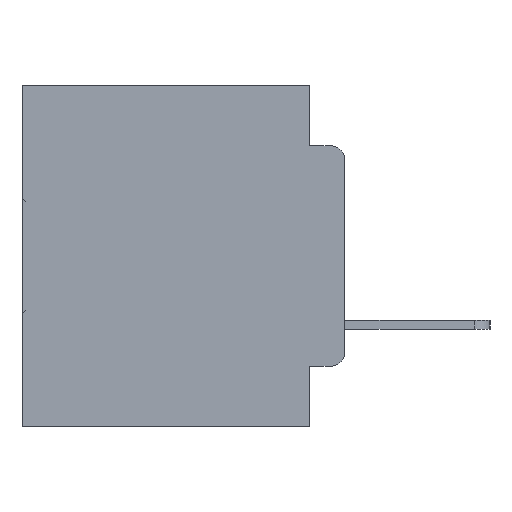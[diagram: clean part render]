
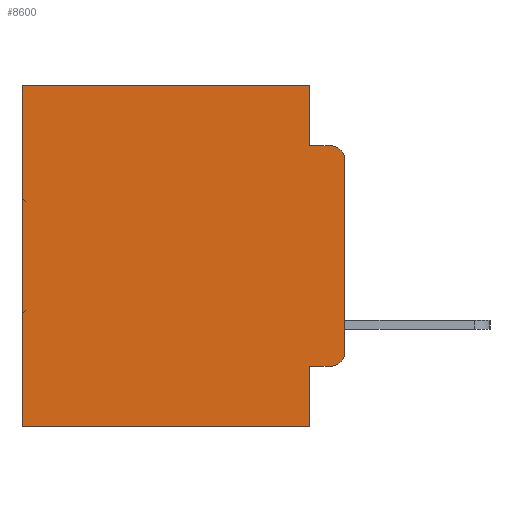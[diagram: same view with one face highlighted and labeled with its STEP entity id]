
A CAD part, left-side view. The second image highlights one B-rep face of the part: STEP entity #8600.
In plain terms, the highlighted planar face has unit normal (-1, 0, 0).
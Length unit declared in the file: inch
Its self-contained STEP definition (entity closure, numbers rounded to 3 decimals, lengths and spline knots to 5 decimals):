
#70 = VERTEX_POINT ( 'NONE', #4246 ) ;
#194 = ORIENTED_EDGE ( 'NONE', *, *, #31560, .T. ) ;
#457 = CARTESIAN_POINT ( 'NONE',  ( 0.298, 0., 0. ) ) ;
#833 = DIRECTION ( 'NONE',  ( 0., 0., -1. ) ) ;
#836 = CARTESIAN_POINT ( 'NONE',  ( 0.298, 0.051, 0. ) ) ;
#1185 = VERTEX_POINT ( 'NONE', #22841 ) ;
#1704 = DIRECTION ( 'NONE',  ( -1., 0., 0. ) ) ;
#1919 = DIRECTION ( 'NONE',  ( 0., 0., -1. ) ) ;
#2310 = ORIENTED_EDGE ( 'NONE', *, *, #28683, .F. ) ;
#2691 = EDGE_CURVE ( 'NONE', #5828, #70, #18521, .T. ) ;
#3798 = ORIENTED_EDGE ( 'NONE', *, *, #30885, .T. ) ;
#4226 = VECTOR ( 'NONE', #22598, 39.37008 ) ;
#4246 = CARTESIAN_POINT ( 'NONE',  ( 0.298, 0.02, -0.4115 ) ) ;
#4505 = EDGE_CURVE ( 'NONE', #5828, #7434, #19747, .T. ) ;
#4734 = LINE ( 'NONE', #7062, #18209 ) ;
#4919 = CARTESIAN_POINT ( 'NONE',  ( 0.298, 0., -0.1085 ) ) ;
#5321 = ORIENTED_EDGE ( 'NONE', *, *, #18879, .F. ) ;
#5353 = ORIENTED_EDGE ( 'NONE', *, *, #15305, .F. ) ;
#5828 = VERTEX_POINT ( 'NONE', #13923 ) ;
#6299 = EDGE_CURVE ( 'NONE', #13343, #8423, #32806, .T. ) ;
#6527 = CARTESIAN_POINT ( 'NONE',  ( 0.298, 0., 0. ) ) ;
#6642 = CIRCLE ( 'NONE', #31810, 0.02 ) ;
#7062 = CARTESIAN_POINT ( 'NONE',  ( 0.298, 0.051, 0. ) ) ;
#7180 = DIRECTION ( 'NONE',  ( 0., 0., -1. ) ) ;
#7434 = VERTEX_POINT ( 'NONE', #24895 ) ;
#8423 = VERTEX_POINT ( 'NONE', #9949 ) ;
#8600 = ADVANCED_FACE ( 'NONE', ( #29676 ), #11445, .F. ) ;
#9180 = CARTESIAN_POINT ( 'NONE',  ( 0.298, 0.051, 0. ) ) ;
#9949 = CARTESIAN_POINT ( 'NONE',  ( 0.298, 0.473, -0.5 ) ) ;
#10663 = CARTESIAN_POINT ( 'NONE',  ( 0.298, 0., 0. ) ) ;
#10975 = VERTEX_POINT ( 'NONE', #24092 ) ;
#11235 = ORIENTED_EDGE ( 'NONE', *, *, #20586, .T. ) ;
#11445 = PLANE ( 'NONE',  #23687 ) ;
#11821 = CARTESIAN_POINT ( 'NONE',  ( 0.298, 0., -0.5 ) ) ;
#11875 = CIRCLE ( 'NONE', #28977, 0.02 ) ;
#12112 = LINE ( 'NONE', #6527, #24897 ) ;
#12236 = VERTEX_POINT ( 'NONE', #836 ) ;
#12708 = VECTOR ( 'NONE', #1919, 39.37008 ) ;
#12939 = VECTOR ( 'NONE', #833, 39.37008 ) ;
#13309 = DIRECTION ( 'NONE',  ( 0., 0., -1. ) ) ;
#13343 = VERTEX_POINT ( 'NONE', #29879 ) ;
#13923 = CARTESIAN_POINT ( 'NONE',  ( 0.298, 0.051, -0.4115 ) ) ;
#14078 = DIRECTION ( 'NONE',  ( 1., 0., 0. ) ) ;
#14121 = DIRECTION ( 'NONE',  ( -1., 0., 0. ) ) ;
#14311 = CARTESIAN_POINT ( 'NONE',  ( 0.298, 0.473, 0. ) ) ;
#15075 = VECTOR ( 'NONE', #13309, 39.37008 ) ;
#15305 = EDGE_CURVE ( 'NONE', #12236, #10975, #4734, .T. ) ;
#15418 = VERTEX_POINT ( 'NONE', #4919 ) ;
#15970 = ORIENTED_EDGE ( 'NONE', *, *, #30715, .F. ) ;
#16438 = CARTESIAN_POINT ( 'NONE',  ( 0.298, 0.051, -0.0885 ) ) ;
#17164 = VECTOR ( 'NONE', #22175, 39.37008 ) ;
#17425 = EDGE_LOOP ( 'NONE', ( #2310, #11235, #5321, #5353, #194, #28024, #15970, #22775, #31452, #3798 ) ) ;
#17888 = CARTESIAN_POINT ( 'NONE',  ( 0.298, 0.02, -0.3915 ) ) ;
#18209 = VECTOR ( 'NONE', #7180, 39.37008 ) ;
#18521 = LINE ( 'NONE', #30764, #4226 ) ;
#18879 = EDGE_CURVE ( 'NONE', #10975, #1185, #20747, .T. ) ;
#19747 = LINE ( 'NONE', #9180, #12708 ) ;
#19953 = DIRECTION ( 'NONE',  ( 0., 1., 0. ) ) ;
#20448 = DIRECTION ( 'NONE',  ( 0., 0., -1. ) ) ;
#20586 = EDGE_CURVE ( 'NONE', #15418, #1185, #11875, .T. ) ;
#20747 = LINE ( 'NONE', #16438, #24114 ) ;
#22175 = DIRECTION ( 'NONE',  ( 0., 1., 0. ) ) ;
#22598 = DIRECTION ( 'NONE',  ( 0., -1., 0. ) ) ;
#22775 = ORIENTED_EDGE ( 'NONE', *, *, #4505, .F. ) ;
#22841 = CARTESIAN_POINT ( 'NONE',  ( 0.298, 0.02, -0.0885 ) ) ;
#23687 = AXIS2_PLACEMENT_3D ( 'NONE', #457, #14078, #31546 ) ;
#24092 = CARTESIAN_POINT ( 'NONE',  ( 0.298, 0.051, -0.0885 ) ) ;
#24114 = VECTOR ( 'NONE', #28797, 39.37008 ) ;
#24895 = CARTESIAN_POINT ( 'NONE',  ( 0.298, 0.051, -0.5 ) ) ;
#24897 = VECTOR ( 'NONE', #19953, 39.37008 ) ;
#25420 = VERTEX_POINT ( 'NONE', #29608 ) ;
#28024 = ORIENTED_EDGE ( 'NONE', *, *, #6299, .T. ) ;
#28385 = LINE ( 'NONE', #10663, #15075 ) ;
#28683 = EDGE_CURVE ( 'NONE', #15418, #25420, #28385, .T. ) ;
#28797 = DIRECTION ( 'NONE',  ( 0., -1., 0. ) ) ;
#28977 = AXIS2_PLACEMENT_3D ( 'NONE', #29139, #14121, #31577 ) ;
#29139 = CARTESIAN_POINT ( 'NONE',  ( 0.298, 0.02, -0.1085 ) ) ;
#29608 = CARTESIAN_POINT ( 'NONE',  ( 0.298, 0., -0.3915 ) ) ;
#29676 = FACE_OUTER_BOUND ( 'NONE', #17425, .T. ) ;
#29879 = CARTESIAN_POINT ( 'NONE',  ( 0.298, 0.473, 0. ) ) ;
#30230 = LINE ( 'NONE', #11821, #17164 ) ;
#30715 = EDGE_CURVE ( 'NONE', #7434, #8423, #30230, .T. ) ;
#30764 = CARTESIAN_POINT ( 'NONE',  ( 0.298, 0.051, -0.4115 ) ) ;
#30885 = EDGE_CURVE ( 'NONE', #70, #25420, #6642, .T. ) ;
#31452 = ORIENTED_EDGE ( 'NONE', *, *, #2691, .T. ) ;
#31546 = DIRECTION ( 'NONE',  ( 0., 0., -1. ) ) ;
#31560 = EDGE_CURVE ( 'NONE', #12236, #13343, #12112, .T. ) ;
#31577 = DIRECTION ( 'NONE',  ( 0., 0., -1. ) ) ;
#31810 = AXIS2_PLACEMENT_3D ( 'NONE', #17888, #1704, #20448 ) ;
#32806 = LINE ( 'NONE', #14311, #12939 ) ;
